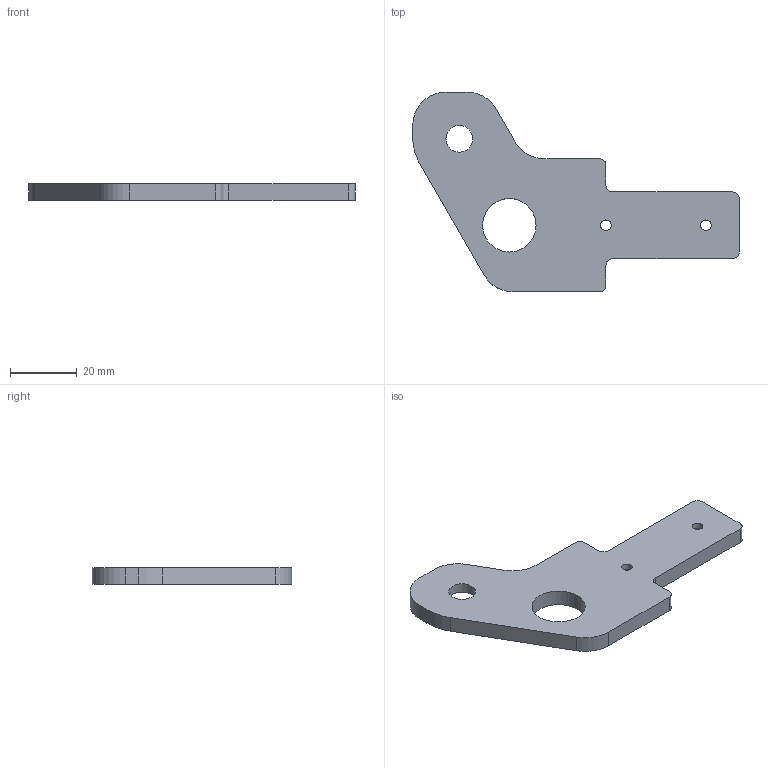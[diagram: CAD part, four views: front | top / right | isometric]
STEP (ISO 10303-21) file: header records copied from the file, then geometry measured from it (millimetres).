
FILE_DESCRIPTION(/* description */ (''),/* implementation_level */ '2;1');
FILE_NAME(/* name */ 'RP_Calf-Link-cover-Inside-Right.stp',/* time_stamp */ '2025-05-28T13:12:04+09:00',/* author */ ('佐藤智貴'),/* organization */ (''),/* preprocessor_version */ 'ST-DEVELOPER v20',/* originating_system */ 'Autodesk Inventor 2024',/* authorisation */ '');
FILE_SCHEMA (('AUTOMOTIVE_DESIGN { 1 0 10303 214 3 1 1 }'));
Length unit declared in the file: millimetre
Products named in the file (1): RP_Calf-Link-cover-Inside-Right
Bounding box: 98 x 60 x 5 mm (x, y, z)
Volume: 14025.1 mm3; surface area: 7678.4 mm2
Topology: 1 solids, 1 shells, 37 faces, 96 edges, 64 vertices
Faces by surface type: cylinder 20, plane 17
Full cylindrical faces by diameter (mm): 3.2 x2, 6 x2, 8.05 x1, 16.05 x1
Entity records: 1209 total; most frequent: DIRECTION 212, CARTESIAN_POINT 198, ORIENTED_EDGE 192, EDGE_CURVE 96, AXIS2_PLACEMENT_3D 78, VERTEX_POINT 64, LINE 56, VECTOR 56
